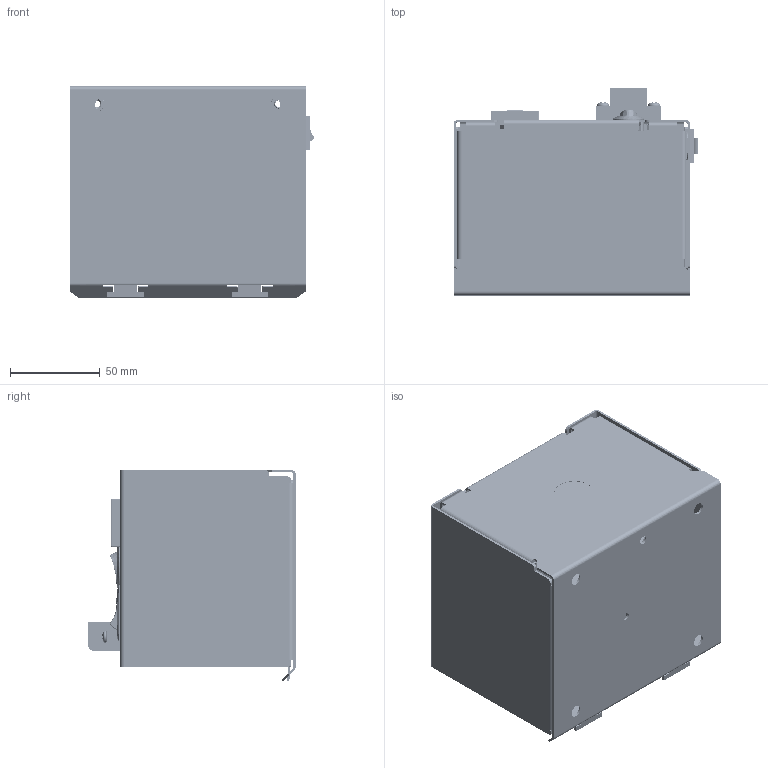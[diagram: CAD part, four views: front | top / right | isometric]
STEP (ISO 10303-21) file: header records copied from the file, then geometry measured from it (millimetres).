
FILE_DESCRIPTION(/* description */ (''),/* implementation_level */ '2;1');
FILE_NAME(/* name */ 'EPS-S100AC1-120-24-F.stp',/* time_stamp */ '2023-12-04T15:34:11-05:00',/* author */ ('cbunnell'),/* organization */ (''),/* preprocessor_version */ 'ST-DEVELOPER v19.2',/* originating_system */ 'Autodesk Inventor 2024',/* authorisation */ '');
FILE_SCHEMA (('AUTOMOTIVE_DESIGN { 1 0 10303 214 3 1 1 }'));
Products named in the file (1): 30E90012G01_Simplify_1
Bounding box: 136.56 x 115.67 x 118.08 mm (x, y, z)
Volume: 373056.6 mm3; surface area: 251236.4 mm2
Topology: 3 solids, 22 shells, 6607 faces, 17769 edges, 11571 vertices
Faces by surface type: plane 4151, cylinder 1371, bspline 695, cone 272, torus 96, sphere 22
Full cylindrical faces by diameter (mm): 0.242 x1, 0.298 x1, 0.35 x2, 0.7 x2, 1 x4, 1.4 x2, 1.5 x6, 1.6 x20, 1.7 x3, 1.854 x2, 2 x6, 2.3 x3, 2.35 x1, 2.474 x30, 2.5 x2, 3 x1, 3.134 x32, 3.3 x5, 3.5 x3, 3.505 x28, 3.57 x4, 3.795 x16, 3.81 x4, 3.95 x13, 4 x12, 4.1 x8, 4.14 x1, 4.166 x25, 4.231 x1, 4.826 x17
Entity records: 256114 total; most frequent: CARTESIAN_POINT 92963, ORIENTED_EDGE 35514, DIRECTION 32038, EDGE_CURVE 17757, VERTEX_POINT 11573, AXIS2_PLACEMENT_3D 10725, LINE 10588, VECTOR 10588
